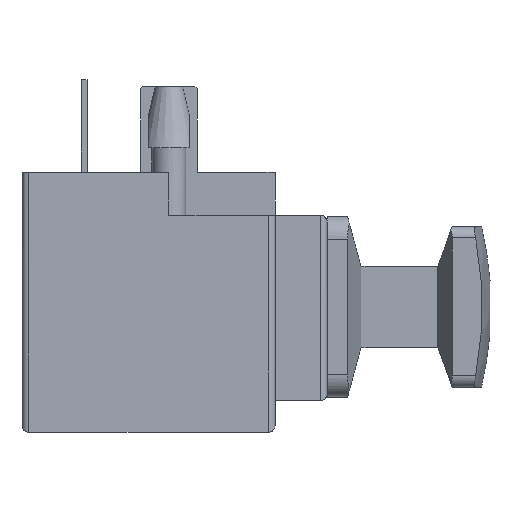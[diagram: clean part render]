
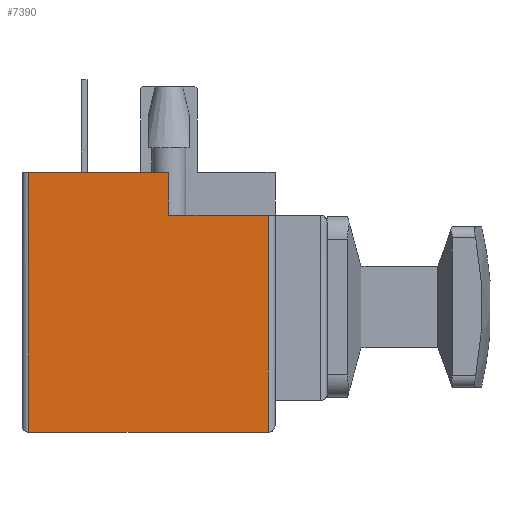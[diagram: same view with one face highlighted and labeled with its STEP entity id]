
A CAD part, left-side view. The second image highlights one B-rep face of the part: STEP entity #7390.
In plain terms, the highlighted planar face has unit normal (-1, 0, 0).
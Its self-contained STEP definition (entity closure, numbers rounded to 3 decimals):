
#344=FACE_OUTER_BOUND('',#726,.T.);
#726=EDGE_LOOP('',(#5635,#5636,#5637,#5638,#5639,#5640));
#1554=LINE('',#11365,#2452);
#1555=LINE('',#11367,#2453);
#1556=LINE('',#11369,#2454);
#1557=LINE('',#11371,#2455);
#1558=LINE('',#11373,#2456);
#1559=LINE('',#11374,#2457);
#2452=VECTOR('',#9133,10.6);
#2453=VECTOR('',#9134,9.6);
#2454=VECTOR('',#9135,4.4);
#2455=VECTOR('',#9136,1.9);
#2456=VECTOR('',#9137,6.2);
#2457=VECTOR('',#9138,11.5);
#3222=VERTEX_POINT('',#11363);
#3223=VERTEX_POINT('',#11364);
#3224=VERTEX_POINT('',#11366);
#3225=VERTEX_POINT('',#11368);
#3226=VERTEX_POINT('',#11370);
#3227=VERTEX_POINT('',#11372);
#4090=EDGE_CURVE('',#3222,#3223,#1554,.T.);
#4091=EDGE_CURVE('',#3223,#3224,#1555,.T.);
#4092=EDGE_CURVE('',#3225,#3224,#1556,.T.);
#4093=EDGE_CURVE('',#3226,#3225,#1557,.T.);
#4094=EDGE_CURVE('',#3227,#3226,#1558,.T.);
#4095=EDGE_CURVE('',#3227,#3222,#1559,.T.);
#5635=ORIENTED_EDGE('',*,*,#4090,.T.);
#5636=ORIENTED_EDGE('',*,*,#4091,.T.);
#5637=ORIENTED_EDGE('',*,*,#4092,.F.);
#5638=ORIENTED_EDGE('',*,*,#4093,.F.);
#5639=ORIENTED_EDGE('',*,*,#4094,.F.);
#5640=ORIENTED_EDGE('',*,*,#4095,.T.);
#6728=PLANE('',#7819);
#7390=ADVANCED_FACE('',(#344),#6728,.F.);
#7819=AXIS2_PLACEMENT_3D('',#11362,#9131,#9132);
#9131=DIRECTION('center_axis',(1.,0.,0.));
#9132=DIRECTION('ref_axis',(0.,-1.,0.));
#9133=DIRECTION('',(0.,-1.,0.));
#9134=DIRECTION('',(0.,0.,1.));
#9135=DIRECTION('',(0.,-1.,0.));
#9136=DIRECTION('',(0.,0.,-1.));
#9137=DIRECTION('',(0.,-1.,0.));
#9138=DIRECTION('',(0.,0.,-1.));
#11362=CARTESIAN_POINT('Origin',(-5.75,0.,0.));
#11363=CARTESIAN_POINT('',(-5.75,6.425,-5.55));
#11364=CARTESIAN_POINT('',(-5.75,-4.175,-5.55));
#11365=CARTESIAN_POINT('',(-5.75,6.425,-5.55));
#11366=CARTESIAN_POINT('',(-5.75,-4.175,4.05));
#11367=CARTESIAN_POINT('',(-5.75,-4.175,-5.55));
#11368=CARTESIAN_POINT('',(-5.75,0.225,4.05));
#11369=CARTESIAN_POINT('',(-5.75,0.225,4.05));
#11370=CARTESIAN_POINT('',(-5.75,0.225,5.95));
#11371=CARTESIAN_POINT('',(-5.75,0.225,5.95));
#11372=CARTESIAN_POINT('',(-5.75,6.425,5.95));
#11373=CARTESIAN_POINT('',(-5.75,6.425,5.95));
#11374=CARTESIAN_POINT('',(-5.75,6.425,5.95));
